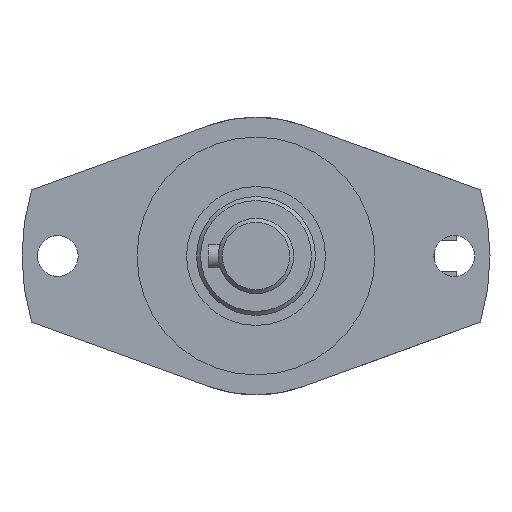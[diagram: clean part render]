
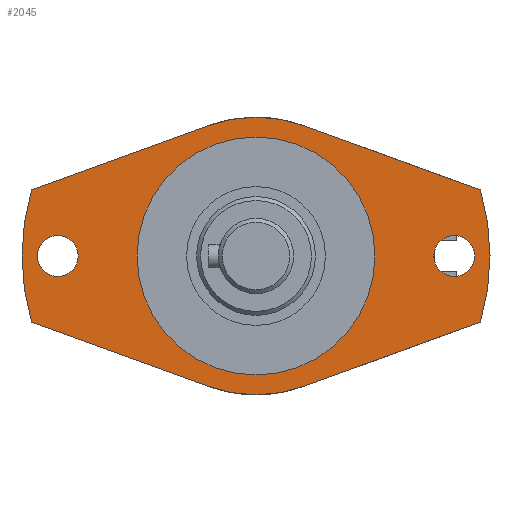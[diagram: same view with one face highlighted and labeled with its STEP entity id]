
A CAD part, left-side view. The second image highlights one B-rep face of the part: STEP entity #2045.
In plain terms, the highlighted planar face has unit normal (-1, 0, 0).
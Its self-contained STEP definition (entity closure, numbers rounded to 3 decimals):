
#101=FACE_BOUND('',#524,.T.);
#102=FACE_BOUND('',#525,.T.);
#103=FACE_BOUND('',#526,.T.);
#191=CIRCLE('',#2226,5.15);
#193=CIRCLE('',#2229,5.15);
#196=CIRCLE('',#2238,59.);
#197=CIRCLE('',#2240,35.);
#198=CIRCLE('',#2241,35.);
#199=CIRCLE('',#2242,59.);
#200=CIRCLE('',#2243,30.);
#350=FACE_OUTER_BOUND('',#523,.T.);
#523=EDGE_LOOP('',(#1621,#1622,#1623,#1624,#1625,#1626,#1627,#1628));
#524=EDGE_LOOP('',(#1629));
#525=EDGE_LOOP('',(#1630));
#526=EDGE_LOOP('',(#1631));
#724=LINE('',#3372,#854);
#728=LINE('',#3381,#858);
#732=LINE('',#3390,#862);
#736=LINE('',#3399,#866);
#854=VECTOR('',#2679,47.497);
#858=VECTOR('',#2685,47.497);
#862=VECTOR('',#2691,47.497);
#866=VECTOR('',#2697,47.497);
#1018=VERTEX_POINT('',#3358);
#1020=VERTEX_POINT('',#3363);
#1023=VERTEX_POINT('',#3369);
#1024=VERTEX_POINT('',#3371);
#1027=VERTEX_POINT('',#3378);
#1028=VERTEX_POINT('',#3380);
#1031=VERTEX_POINT('',#3387);
#1032=VERTEX_POINT('',#3389);
#1035=VERTEX_POINT('',#3396);
#1036=VERTEX_POINT('',#3398);
#1037=VERTEX_POINT('',#3410);
#1239=EDGE_CURVE('',#1018,#1018,#191,.T.);
#1241=EDGE_CURVE('',#1020,#1020,#193,.T.);
#1244=EDGE_CURVE('',#1024,#1023,#724,.T.);
#1248=EDGE_CURVE('',#1028,#1027,#728,.T.);
#1252=EDGE_CURVE('',#1032,#1031,#732,.T.);
#1256=EDGE_CURVE('',#1036,#1035,#736,.T.);
#1260=EDGE_CURVE('',#1032,#1023,#196,.T.);
#1261=EDGE_CURVE('',#1027,#1024,#197,.T.);
#1262=EDGE_CURVE('',#1031,#1036,#198,.T.);
#1263=EDGE_CURVE('',#1028,#1035,#199,.T.);
#1264=EDGE_CURVE('',#1037,#1037,#200,.T.);
#1621=ORIENTED_EDGE('',*,*,#1248,.T.);
#1622=ORIENTED_EDGE('',*,*,#1261,.T.);
#1623=ORIENTED_EDGE('',*,*,#1244,.T.);
#1624=ORIENTED_EDGE('',*,*,#1260,.F.);
#1625=ORIENTED_EDGE('',*,*,#1252,.T.);
#1626=ORIENTED_EDGE('',*,*,#1262,.T.);
#1627=ORIENTED_EDGE('',*,*,#1256,.T.);
#1628=ORIENTED_EDGE('',*,*,#1263,.F.);
#1629=ORIENTED_EDGE('',*,*,#1239,.T.);
#1630=ORIENTED_EDGE('',*,*,#1241,.T.);
#1631=ORIENTED_EDGE('',*,*,#1264,.T.);
#1940=PLANE('',#2239);
#2045=ADVANCED_FACE('',(#350,#101,#102,#103),#1940,.T.);
#2226=AXIS2_PLACEMENT_3D('',#3359,#2667,#2668);
#2229=AXIS2_PLACEMENT_3D('',#3364,#2673,#2674);
#2238=AXIS2_PLACEMENT_3D('',#3405,#2707,#2708);
#2239=AXIS2_PLACEMENT_3D('',#3406,#2709,#2710);
#2240=AXIS2_PLACEMENT_3D('',#3407,#2711,#2712);
#2241=AXIS2_PLACEMENT_3D('',#3408,#2713,#2714);
#2242=AXIS2_PLACEMENT_3D('',#3409,#2715,#2716);
#2243=AXIS2_PLACEMENT_3D('',#3411,#2717,#2718);
#2667=DIRECTION('center_axis',(1.,0.,0.));
#2668=DIRECTION('ref_axis',(0.,0.,1.));
#2673=DIRECTION('center_axis',(1.,0.,0.));
#2674=DIRECTION('ref_axis',(0.,0.,1.));
#2679=DIRECTION('',(0.,0.94,-0.342));
#2685=DIRECTION('',(0.,0.94,0.342));
#2691=DIRECTION('',(0.,-0.94,-0.342));
#2697=DIRECTION('',(0.,-0.94,0.342));
#2707=DIRECTION('center_axis',(1.,0.,0.));
#2708=DIRECTION('ref_axis',(0.,1.,0.));
#2709=DIRECTION('center_axis',(-1.,0.,0.));
#2710=DIRECTION('ref_axis',(0.,0.,1.));
#2711=DIRECTION('center_axis',(-1.,0.,0.));
#2712=DIRECTION('ref_axis',(0.,0.,-1.));
#2713=DIRECTION('center_axis',(-1.,0.,0.));
#2714=DIRECTION('ref_axis',(0.,0.,-1.));
#2715=DIRECTION('center_axis',(1.,0.,0.));
#2716=DIRECTION('ref_axis',(0.,1.,0.));
#2717=DIRECTION('center_axis',(1.,0.,0.));
#2718=DIRECTION('ref_axis',(0.,1.,0.));
#3358=CARTESIAN_POINT('',(47.,-50.,5.15));
#3359=CARTESIAN_POINT('Origin',(47.,-50.,0.));
#3363=CARTESIAN_POINT('',(47.,50.,5.15));
#3364=CARTESIAN_POINT('Origin',(47.,50.,0.));
#3369=CARTESIAN_POINT('',(47.,56.604,16.644));
#3371=CARTESIAN_POINT('',(47.,11.971,32.889));
#3372=CARTESIAN_POINT('',(47.,53.934,17.616));
#3378=CARTESIAN_POINT('',(47.,-11.971,32.889));
#3380=CARTESIAN_POINT('',(47.,-56.604,16.644));
#3381=CARTESIAN_POINT('',(47.,7.677,40.04));
#3387=CARTESIAN_POINT('',(47.,11.971,-32.889));
#3389=CARTESIAN_POINT('',(47.,56.604,-16.644));
#3390=CARTESIAN_POINT('',(47.,31.618,-25.738));
#3396=CARTESIAN_POINT('',(47.,-56.604,-16.644));
#3398=CARTESIAN_POINT('',(47.,-11.971,-32.889));
#3399=CARTESIAN_POINT('',(47.,-14.64,-31.918));
#3405=CARTESIAN_POINT('Origin',(47.,0.,0.));
#3406=CARTESIAN_POINT('Origin',(47.,44.5,0.));
#3407=CARTESIAN_POINT('Origin',(47.,0.,0.));
#3408=CARTESIAN_POINT('Origin',(47.,0.,0.));
#3409=CARTESIAN_POINT('Origin',(47.,0.,0.));
#3410=CARTESIAN_POINT('',(47.,30.,0.));
#3411=CARTESIAN_POINT('Origin',(47.,0.,0.));
